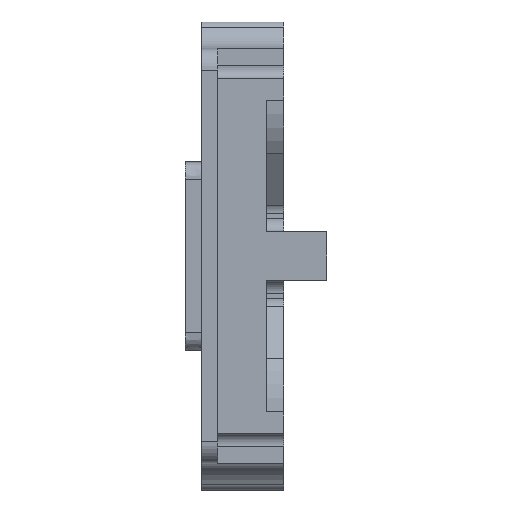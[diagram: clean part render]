
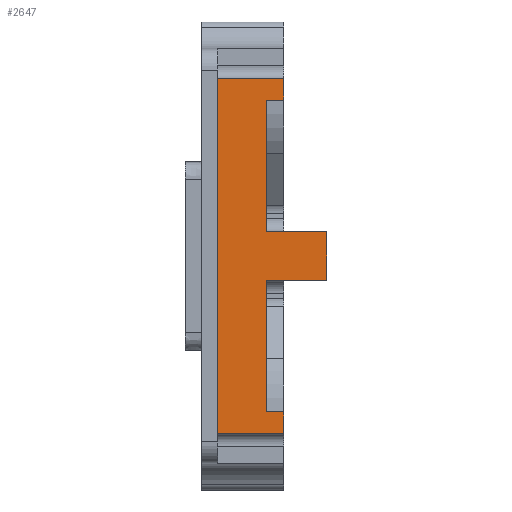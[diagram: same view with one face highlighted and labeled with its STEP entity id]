
A CAD part, front view. The second image highlights one B-rep face of the part: STEP entity #2647.
In plain terms, the highlighted planar face has unit normal (0, -1, 0).
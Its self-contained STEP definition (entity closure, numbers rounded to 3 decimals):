
#114=PLANE('',#2916);
#250=FACE_OUTER_BOUND('',#401,.T.);
#401=EDGE_LOOP('',(#2404,#2405,#2406,#2407,#2408,#2409,#2410,#2411,#2412,
#2413,#2414,#2415));
#530=LINE('',#3691,#784);
#533=LINE('',#3704,#787);
#539=LINE('',#3720,#793);
#689=LINE('',#4474,#943);
#703=LINE('',#4526,#957);
#710=LINE('',#4546,#964);
#729=LINE('',#4604,#983);
#735=LINE('',#4616,#989);
#738=LINE('',#4621,#992);
#757=LINE('',#4723,#1011);
#777=LINE('',#4779,#1031);
#780=LINE('',#4787,#1034);
#784=VECTOR('',#2925,10.);
#787=VECTOR('',#2936,10.);
#793=VECTOR('',#2950,10.);
#943=VECTOR('',#3382,10.);
#957=VECTOR('',#3440,10.);
#964=VECTOR('',#3459,10.);
#983=VECTOR('',#3518,10.);
#989=VECTOR('',#3530,10.);
#992=VECTOR('',#3537,10.);
#1011=VECTOR('',#3592,10.);
#1031=VECTOR('',#3662,10.);
#1034=VECTOR('',#3675,10.);
#1038=VERTEX_POINT('',#3689);
#1039=VERTEX_POINT('',#3690);
#1044=VERTEX_POINT('',#3701);
#1045=VERTEX_POINT('',#3703);
#1218=VERTEX_POINT('',#4472);
#1231=VERTEX_POINT('',#4519);
#1234=VERTEX_POINT('',#4524);
#1241=VERTEX_POINT('',#4544);
#1259=VERTEX_POINT('',#4601);
#1260=VERTEX_POINT('',#4603);
#1263=VERTEX_POINT('',#4614);
#1284=VERTEX_POINT('',#4721);
#1297=EDGE_CURVE('',#1038,#1039,#530,.T.);
#1303=EDGE_CURVE('',#1045,#1044,#533,.T.);
#1312=EDGE_CURVE('',#1045,#1039,#539,.T.);
#1546=EDGE_CURVE('',#1218,#1044,#689,.T.);
#1570=EDGE_CURVE('',#1231,#1234,#703,.T.);
#1580=EDGE_CURVE('',#1241,#1218,#710,.T.);
#1609=EDGE_CURVE('',#1260,#1259,#729,.T.);
#1615=EDGE_CURVE('',#1241,#1263,#735,.T.);
#1618=EDGE_CURVE('',#1259,#1231,#738,.T.);
#1648=EDGE_CURVE('',#1263,#1284,#757,.T.);
#1677=EDGE_CURVE('',#1260,#1284,#777,.T.);
#1680=EDGE_CURVE('',#1038,#1234,#780,.T.);
#2404=ORIENTED_EDGE('',*,*,#1297,.T.);
#2405=ORIENTED_EDGE('',*,*,#1312,.F.);
#2406=ORIENTED_EDGE('',*,*,#1303,.T.);
#2407=ORIENTED_EDGE('',*,*,#1546,.F.);
#2408=ORIENTED_EDGE('',*,*,#1580,.F.);
#2409=ORIENTED_EDGE('',*,*,#1615,.T.);
#2410=ORIENTED_EDGE('',*,*,#1648,.T.);
#2411=ORIENTED_EDGE('',*,*,#1677,.F.);
#2412=ORIENTED_EDGE('',*,*,#1609,.T.);
#2413=ORIENTED_EDGE('',*,*,#1618,.T.);
#2414=ORIENTED_EDGE('',*,*,#1570,.T.);
#2415=ORIENTED_EDGE('',*,*,#1680,.F.);
#2647=ADVANCED_FACE('',(#250),#114,.T.);
#2916=AXIS2_PLACEMENT_3D('',#4786,#3673,#3674);
#2925=DIRECTION('',(-1.,0.,0.));
#2936=DIRECTION('',(1.,0.,0.));
#2950=DIRECTION('',(0.,0.,1.));
#3382=DIRECTION('',(0.,0.,-1.));
#3440=DIRECTION('',(1.,0.,0.));
#3459=DIRECTION('',(1.,0.,0.));
#3518=DIRECTION('',(-1.,0.,0.));
#3530=DIRECTION('',(0.,0.,1.));
#3537=DIRECTION('',(0.,0.,1.));
#3592=DIRECTION('',(1.,0.,0.));
#3662=DIRECTION('',(0.,0.,-1.));
#3673=DIRECTION('center_axis',(0.,-1.,0.));
#3674=DIRECTION('ref_axis',(0.,0.,-1.));
#3675=DIRECTION('',(0.,0.,-1.));
#3689=CARTESIAN_POINT('',(-15.85,11.35,20.275));
#3690=CARTESIAN_POINT('',(-23.4,11.35,20.275));
#3691=CARTESIAN_POINT('',(-15.85,11.35,20.275));
#3701=CARTESIAN_POINT('',(-15.85,11.35,-20.275));
#3703=CARTESIAN_POINT('',(-23.4,11.35,-20.275));
#3704=CARTESIAN_POINT('',(-15.85,11.35,-20.275));
#3720=CARTESIAN_POINT('',(-23.4,11.35,10.875));
#4472=CARTESIAN_POINT('',(-15.85,11.35,-17.824));
#4474=CARTESIAN_POINT('',(-15.85,11.35,23.75));
#4519=CARTESIAN_POINT('',(-17.85,11.35,17.824));
#4524=CARTESIAN_POINT('',(-15.85,11.35,17.824));
#4526=CARTESIAN_POINT('',(-15.85,11.35,17.824));
#4544=CARTESIAN_POINT('',(-17.85,11.35,-17.824));
#4546=CARTESIAN_POINT('',(-15.85,11.35,-17.824));
#4601=CARTESIAN_POINT('',(-17.85,11.35,2.75));
#4603=CARTESIAN_POINT('',(-10.95,11.35,2.75));
#4604=CARTESIAN_POINT('',(-19.625,11.35,2.75));
#4614=CARTESIAN_POINT('',(-17.85,11.35,-2.75));
#4616=CARTESIAN_POINT('',(-17.85,11.35,4.25));
#4621=CARTESIAN_POINT('',(-17.85,11.35,17.5));
#4721=CARTESIAN_POINT('',(-10.95,11.35,-2.75));
#4723=CARTESIAN_POINT('',(-19.625,11.35,-2.75));
#4779=CARTESIAN_POINT('',(-10.95,11.35,-2.75));
#4786=CARTESIAN_POINT('Origin',(-23.4,11.35,21.75));
#4787=CARTESIAN_POINT('',(-15.85,11.35,23.75));
